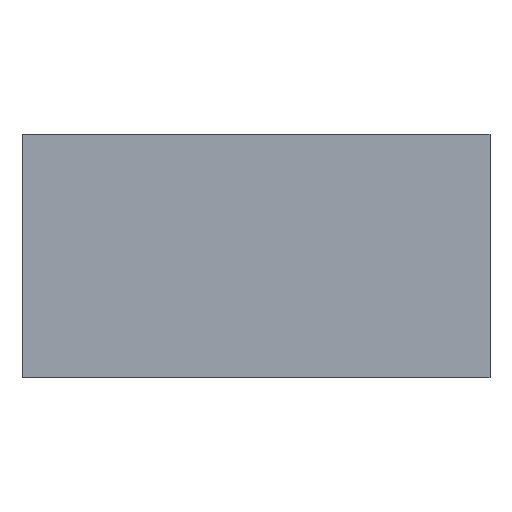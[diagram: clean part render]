
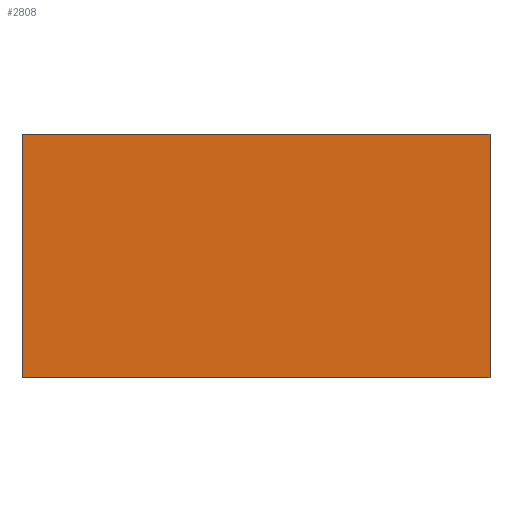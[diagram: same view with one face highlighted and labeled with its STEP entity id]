
A CAD part, left-side view. The second image highlights one B-rep face of the part: STEP entity #2808.
In plain terms, the highlighted planar face has unit normal (-1, 0, 0).
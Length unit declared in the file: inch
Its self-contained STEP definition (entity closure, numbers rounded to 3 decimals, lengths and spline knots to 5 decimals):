
#1504=CARTESIAN_POINT('',(-1.9,1.25,0.375));
#1505=VERTEX_POINT('',#1504);
#1512=CARTESIAN_POINT('',(-1.9,0.,0.375));
#1513=VERTEX_POINT('',#1512);
#1514=CARTESIAN_POINT('',(-1.9,1.25,0.375));
#1515=DIRECTION('',(0.0,-1.0,0.0));
#1516=VECTOR('',#1515,1.25);
#1517=LINE('',#1514,#1516);
#1518=EDGE_CURVE('',#1505,#1513,#1517,.T.);
#1664=CARTESIAN_POINT('',(-1.9,0.,-0.275));
#1665=VERTEX_POINT('',#1664);
#1672=CARTESIAN_POINT('',(-1.9,1.25,-0.275));
#1673=VERTEX_POINT('',#1672);
#1674=CARTESIAN_POINT('',(-1.9,0.,-0.275));
#1675=DIRECTION('',(0.0,1.0,0.0));
#1676=VECTOR('',#1675,1.25);
#1677=LINE('',#1674,#1676);
#1678=EDGE_CURVE('',#1665,#1673,#1677,.T.);
#1823=CARTESIAN_POINT('',(-1.9,0.,0.375));
#1824=DIRECTION('',(0.0,0.0,-1.0));
#1825=VECTOR('',#1824,0.65);
#1826=LINE('',#1823,#1825);
#1827=EDGE_CURVE('',#1513,#1665,#1826,.T.);
#2497=CARTESIAN_POINT('',(-1.9,1.25,-0.275));
#2498=DIRECTION('',(0.0,0.0,1.0));
#2499=VECTOR('',#2498,0.65);
#2500=LINE('',#2497,#2499);
#2501=EDGE_CURVE('',#1673,#1505,#2500,.T.);
#2797=CARTESIAN_POINT('',(-1.9,0.,0.0));
#2798=DIRECTION('',(-1.0,0.0,0.0));
#2799=DIRECTION('',(0.0,0.0,1.0));
#2800=AXIS2_PLACEMENT_3D('',#2797,#2798,#2799);
#2801=PLANE('',#2800);
#2802=ORIENTED_EDGE('',*,*,#2501,.F.);
#2803=ORIENTED_EDGE('',*,*,#1678,.F.);
#2804=ORIENTED_EDGE('',*,*,#1827,.F.);
#2805=ORIENTED_EDGE('',*,*,#1518,.F.);
#2806=EDGE_LOOP('',(#2802,#2803,#2804,#2805));
#2807=FACE_OUTER_BOUND('',#2806,.T.);
#2808=ADVANCED_FACE('',(#2807),#2801,.T.);
